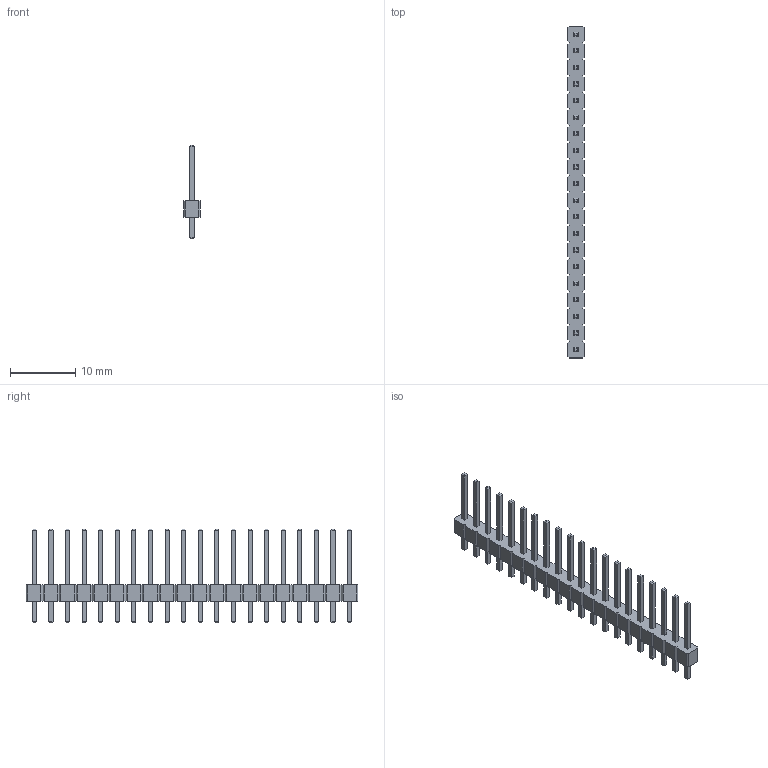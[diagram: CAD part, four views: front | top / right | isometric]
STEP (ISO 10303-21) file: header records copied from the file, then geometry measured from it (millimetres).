
FILE_DESCRIPTION(('FreeCAD Model'),'2;1');
FILE_NAME('./generated_pinheaders//PinHeader_Straight_1x20x2.54mm.step', '2016-03-29T22:51:58',('Author'),(''), 'Open CASCADE STEP processor 6.8','FreeCAD','Unknown');
FILE_SCHEMA(('AUTOMOTIVE_DESIGN_CC2 { 1 2 10303 214 -1 1 5 4 }'));
Length unit declared in the file: millimetre
Products named in the file (1): PinHeader_Straight_1x20x254mm
Bounding box: 2.5 x 50.8 x 14.3 mm (x, y, z)
Volume: 406.9 mm3; surface area: 1127.4 mm2
Topology: 1 solids, 1 shells, 484 faces, 1166 edges, 724 vertices
Faces by surface type: plane 484
Entity records: 31809 total; most frequent: CARTESIAN_POINT 5027, DIRECTION 4148, LINE 3178, VECTOR 3178, ORIENTED_EDGE 2332, PCURVE 2332, DEFINITIONAL_REPRESENTATION 2332, EDGE_CURVE 1166
